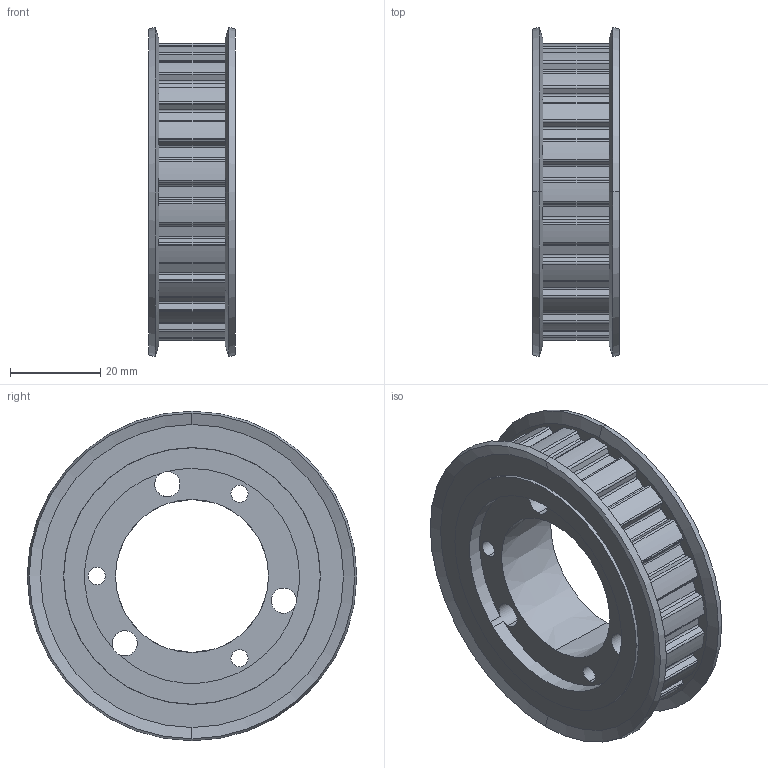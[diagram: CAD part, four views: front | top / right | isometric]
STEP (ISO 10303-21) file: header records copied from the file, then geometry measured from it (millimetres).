
FILE_DESCRIPTION (( 'STEP AP214' ), '1' );
FILE_NAME ('SQD22L050AF-JA.step', '2019-07-30T16:25:00', ( '' ), ( '' ), 'SwSTEP 2.0', 'SolidWorks 2018', '' );
FILE_SCHEMA (( 'AUTOMOTIVE_DESIGN' ));
Length unit declared in the file: inch
Products named in the file (1): SQD22L050AF-JA
Bounding box: 19.24 x 73.03 x 73.03 mm (x, y, z)
Volume: 41620.5 mm3; surface area: 22735.6 mm2
Topology: 2 solids, 2 shells, 235 faces, 685 edges, 454 vertices
Faces by surface type: cylinder 148, plane 73, cone 14
Entity records: 8299 total; most frequent: DIRECTION 1479, CARTESIAN_POINT 1375, ORIENTED_EDGE 1370, EDGE_CURVE 685, AXIS2_PLACEMENT_3D 558, VERTEX_POINT 454, VECTOR 363, LINE 363
